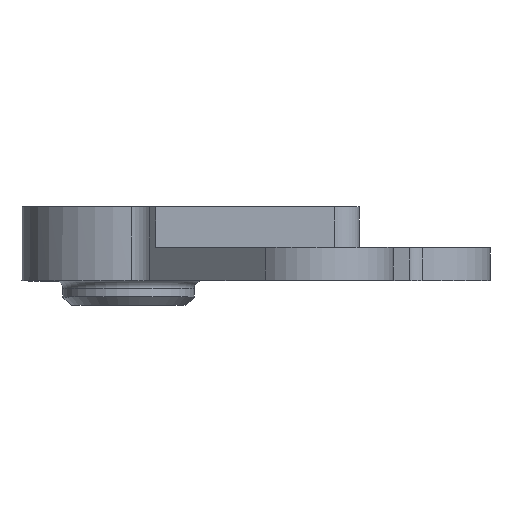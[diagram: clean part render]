
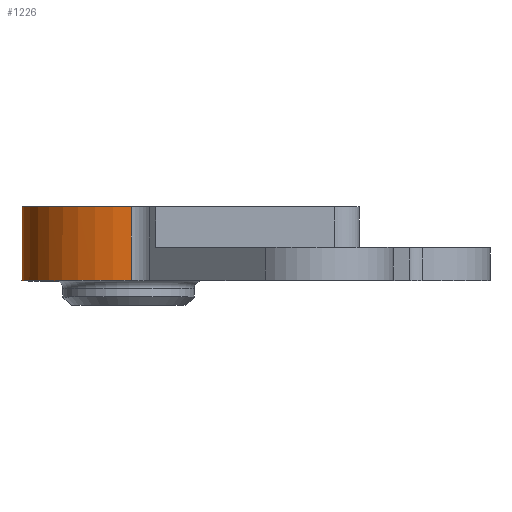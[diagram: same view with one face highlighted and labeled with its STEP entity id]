
A CAD part, top view. The second image highlights one B-rep face of the part: STEP entity #1226.
In plain terms, the highlighted cylindrical face has radius 13 mm (diameter 26 mm), a partial arc.
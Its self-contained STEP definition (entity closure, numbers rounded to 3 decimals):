
#148 = PLANE('',#149);
#149 = AXIS2_PLACEMENT_3D('',#150,#151,#152);
#150 = CARTESIAN_POINT('',(33.53,-9.,-8.98));
#151 = DIRECTION('',(0.,-1.,0.));
#152 = DIRECTION('',(0.,0.,-1.));
#283 = VERTEX_POINT('',#284);
#284 = CARTESIAN_POINT('',(0.321,-9.,12.996));
#299 = CYLINDRICAL_SURFACE('',#300,3.);
#300 = AXIS2_PLACEMENT_3D('',#301,#302,#303);
#301 = CARTESIAN_POINT('',(0.395,0.,
    15.995));
#302 = DIRECTION('',(0.,-1.,0.));
#303 = DIRECTION('',(-0.025,0.,
    -1.));
#311 = EDGE_CURVE('',#283,#312,#314,.T.);
#312 = VERTEX_POINT('',#313);
#313 = CARTESIAN_POINT('',(-12.866,-9.,-1.858));
#314 = SURFACE_CURVE('',#315,(#320,#327),.PCURVE_S1.);
#315 = CIRCLE('',#316,13.);
#316 = AXIS2_PLACEMENT_3D('',#317,#318,#319);
#317 = CARTESIAN_POINT('',(0.,-9.,0.));
#318 = DIRECTION('',(0.,-1.,0.));
#319 = DIRECTION('',(1.,0.,0.));
#320 = PCURVE('',#148,#321);
#321 = DEFINITIONAL_REPRESENTATION('',(#322),#326);
#322 = CIRCLE('',#323,13.);
#323 = AXIS2_PLACEMENT_2D('',#324,#325);
#324 = CARTESIAN_POINT('',(-8.98,-33.53));
#325 = DIRECTION('',(0.,1.));
#326 = ( GEOMETRIC_REPRESENTATION_CONTEXT(2) 
PARAMETRIC_REPRESENTATION_CONTEXT() REPRESENTATION_CONTEXT('2D SPACE',''
  ) );
#327 = PCURVE('',#328,#333);
#328 = CYLINDRICAL_SURFACE('',#329,13.);
#329 = AXIS2_PLACEMENT_3D('',#330,#331,#332);
#330 = CARTESIAN_POINT('',(0.,0.,0.));
#331 = DIRECTION('',(0.,1.,0.));
#332 = DIRECTION('',(1.,0.,0.));
#333 = DEFINITIONAL_REPRESENTATION('',(#334),#338);
#334 = LINE('',#335,#336);
#335 = CARTESIAN_POINT('',(-0.,-9.));
#336 = VECTOR('',#337,1.);
#337 = DIRECTION('',(-1.,0.));
#338 = ( GEOMETRIC_REPRESENTATION_CONTEXT(2) 
PARAMETRIC_REPRESENTATION_CONTEXT() REPRESENTATION_CONTEXT('2D SPACE',''
  ) );
#356 = PLANE('',#357);
#357 = AXIS2_PLACEMENT_3D('',#358,#359,#360);
#358 = CARTESIAN_POINT('',(-12.207,0.,
    -29.71));
#359 = DIRECTION('',(-1.,0.,
    -0.024));
#360 = DIRECTION('',(-0.024,0.,
    1.));
#998 = PLANE('',#999);
#999 = AXIS2_PLACEMENT_3D('',#1000,#1001,#1002);
#1000 = CARTESIAN_POINT('',(33.53,0.,
    -8.98));
#1001 = DIRECTION('',(0.,-1.,0.));
#1002 = DIRECTION('',(0.,0.,-1.));
#1131 = VERTEX_POINT('',#1132);
#1132 = CARTESIAN_POINT('',(0.321,0.,
    12.996));
#1156 = EDGE_CURVE('',#1131,#283,#1157,.T.);
#1157 = SURFACE_CURVE('',#1158,(#1162,#1169),.PCURVE_S1.);
#1158 = LINE('',#1159,#1160);
#1159 = CARTESIAN_POINT('',(0.321,0.,
    12.996));
#1160 = VECTOR('',#1161,1.);
#1161 = DIRECTION('',(0.,-1.,0.));
#1162 = PCURVE('',#299,#1163);
#1163 = DEFINITIONAL_REPRESENTATION('',(#1164),#1168);
#1164 = LINE('',#1165,#1166);
#1165 = CARTESIAN_POINT('',(0.,0.));
#1166 = VECTOR('',#1167,1.);
#1167 = DIRECTION('',(0.,1.));
#1168 = ( GEOMETRIC_REPRESENTATION_CONTEXT(2) 
PARAMETRIC_REPRESENTATION_CONTEXT() REPRESENTATION_CONTEXT('2D SPACE',''
  ) );
#1169 = PCURVE('',#328,#1170);
#1170 = DEFINITIONAL_REPRESENTATION('',(#1171),#1175);
#1171 = LINE('',#1172,#1173);
#1172 = CARTESIAN_POINT('',(-1.546,0.));
#1173 = VECTOR('',#1174,1.);
#1174 = DIRECTION('',(-0.,-1.));
#1175 = ( GEOMETRIC_REPRESENTATION_CONTEXT(2) 
PARAMETRIC_REPRESENTATION_CONTEXT() REPRESENTATION_CONTEXT('2D SPACE',''
  ) );
#1226 = ADVANCED_FACE('',(#1227),#328,.T.);
#1227 = FACE_BOUND('',#1228,.F.);
#1228 = EDGE_LOOP('',(#1229,#1253,#1254,#1255,#1278,#1311));
#1229 = ORIENTED_EDGE('',*,*,#1230,.F.);
#1230 = EDGE_CURVE('',#1131,#1231,#1233,.T.);
#1231 = VERTEX_POINT('',#1232);
#1232 = CARTESIAN_POINT('',(-12.886,0.,
    -1.715));
#1233 = SURFACE_CURVE('',#1234,(#1239,#1246),.PCURVE_S1.);
#1234 = CIRCLE('',#1235,13.);
#1235 = AXIS2_PLACEMENT_3D('',#1236,#1237,#1238);
#1236 = CARTESIAN_POINT('',(0.,0.,0.));
#1237 = DIRECTION('',(0.,-1.,0.));
#1238 = DIRECTION('',(1.,0.,0.));
#1239 = PCURVE('',#328,#1240);
#1240 = DEFINITIONAL_REPRESENTATION('',(#1241),#1245);
#1241 = LINE('',#1242,#1243);
#1242 = CARTESIAN_POINT('',(-0.,0.));
#1243 = VECTOR('',#1244,1.);
#1244 = DIRECTION('',(-1.,0.));
#1245 = ( GEOMETRIC_REPRESENTATION_CONTEXT(2) 
PARAMETRIC_REPRESENTATION_CONTEXT() REPRESENTATION_CONTEXT('2D SPACE',''
  ) );
#1246 = PCURVE('',#998,#1247);
#1247 = DEFINITIONAL_REPRESENTATION('',(#1248),#1252);
#1248 = CIRCLE('',#1249,13.);
#1249 = AXIS2_PLACEMENT_2D('',#1250,#1251);
#1250 = CARTESIAN_POINT('',(-8.98,-33.53));
#1251 = DIRECTION('',(0.,1.));
#1252 = ( GEOMETRIC_REPRESENTATION_CONTEXT(2) 
PARAMETRIC_REPRESENTATION_CONTEXT() REPRESENTATION_CONTEXT('2D SPACE',''
  ) );
#1253 = ORIENTED_EDGE('',*,*,#1156,.T.);
#1254 = ORIENTED_EDGE('',*,*,#311,.T.);
#1255 = ORIENTED_EDGE('',*,*,#1256,.F.);
#1256 = EDGE_CURVE('',#1257,#312,#1259,.T.);
#1257 = VERTEX_POINT('',#1258);
#1258 = CARTESIAN_POINT('',(-12.866,-3.,-1.858));
#1259 = SURFACE_CURVE('',#1260,(#1264,#1271),.PCURVE_S1.);
#1260 = LINE('',#1261,#1262);
#1261 = CARTESIAN_POINT('',(-12.866,0.,
    -1.858));
#1262 = VECTOR('',#1263,1.);
#1263 = DIRECTION('',(0.,-1.,0.));
#1264 = PCURVE('',#328,#1265);
#1265 = DEFINITIONAL_REPRESENTATION('',(#1266),#1270);
#1266 = LINE('',#1267,#1268);
#1267 = CARTESIAN_POINT('',(-3.285,0.));
#1268 = VECTOR('',#1269,1.);
#1269 = DIRECTION('',(-0.,-1.));
#1270 = ( GEOMETRIC_REPRESENTATION_CONTEXT(2) 
PARAMETRIC_REPRESENTATION_CONTEXT() REPRESENTATION_CONTEXT('2D SPACE',''
  ) );
#1271 = PCURVE('',#356,#1272);
#1272 = DEFINITIONAL_REPRESENTATION('',(#1273),#1277);
#1273 = LINE('',#1274,#1275);
#1274 = CARTESIAN_POINT('',(27.859,0.));
#1275 = VECTOR('',#1276,1.);
#1276 = DIRECTION('',(0.,-1.));
#1277 = ( GEOMETRIC_REPRESENTATION_CONTEXT(2) 
PARAMETRIC_REPRESENTATION_CONTEXT() REPRESENTATION_CONTEXT('2D SPACE',''
  ) );
#1278 = ORIENTED_EDGE('',*,*,#1279,.T.);
#1279 = EDGE_CURVE('',#1257,#1280,#1282,.T.);
#1280 = VERTEX_POINT('',#1281);
#1281 = CARTESIAN_POINT('',(-12.886,-3.,-1.715));
#1282 = SURFACE_CURVE('',#1283,(#1288,#1295),.PCURVE_S1.);
#1283 = CIRCLE('',#1284,13.);
#1284 = AXIS2_PLACEMENT_3D('',#1285,#1286,#1287);
#1285 = CARTESIAN_POINT('',(0.,-3.,0.)
  );
#1286 = DIRECTION('',(0.,1.,0.));
#1287 = DIRECTION('',(1.,0.,0.));
#1288 = PCURVE('',#328,#1289);
#1289 = DEFINITIONAL_REPRESENTATION('',(#1290),#1294);
#1290 = LINE('',#1291,#1292);
#1291 = CARTESIAN_POINT('',(-6.283,-3.));
#1292 = VECTOR('',#1293,1.);
#1293 = DIRECTION('',(1.,-0.));
#1294 = ( GEOMETRIC_REPRESENTATION_CONTEXT(2) 
PARAMETRIC_REPRESENTATION_CONTEXT() REPRESENTATION_CONTEXT('2D SPACE',''
  ) );
#1295 = PCURVE('',#1296,#1301);
#1296 = PLANE('',#1297);
#1297 = AXIS2_PLACEMENT_3D('',#1298,#1299,#1300);
#1298 = CARTESIAN_POINT('',(-9.223,-3.,5.018));
#1299 = DIRECTION('',(0.,-1.,0.));
#1300 = DIRECTION('',(0.,0.,-1.));
#1301 = DEFINITIONAL_REPRESENTATION('',(#1302),#1310);
#1302 = ( BOUNDED_CURVE() B_SPLINE_CURVE(2,(#1303,#1304,#1305,#1306,
#1307,#1308,#1309),.UNSPECIFIED.,.F.,.F.) B_SPLINE_CURVE_WITH_KNOTS((1,2
    ,2,2,2,1),(-2.094,0.,2.094,4.189,
6.283,8.378),.UNSPECIFIED.) CURVE() 
GEOMETRIC_REPRESENTATION_ITEM() RATIONAL_B_SPLINE_CURVE((1.,0.5,1.,0.5,
1.,0.5,1.)) REPRESENTATION_ITEM('') );
#1303 = CARTESIAN_POINT('',(5.018,22.223));
#1304 = CARTESIAN_POINT('',(27.535,22.223));
#1305 = CARTESIAN_POINT('',(16.276,2.723));
#1306 = CARTESIAN_POINT('',(5.018,-16.777));
#1307 = CARTESIAN_POINT('',(-6.24,2.723));
#1308 = CARTESIAN_POINT('',(-17.499,22.223));
#1309 = CARTESIAN_POINT('',(5.018,22.223));
#1310 = ( GEOMETRIC_REPRESENTATION_CONTEXT(2) 
PARAMETRIC_REPRESENTATION_CONTEXT() REPRESENTATION_CONTEXT('2D SPACE',''
  ) );
#1311 = ORIENTED_EDGE('',*,*,#1312,.T.);
#1312 = EDGE_CURVE('',#1280,#1231,#1313,.T.);
#1313 = SURFACE_CURVE('',#1314,(#1318,#1324),.PCURVE_S1.);
#1314 = LINE('',#1315,#1316);
#1315 = CARTESIAN_POINT('',(-12.886,0.,
    -1.715));
#1316 = VECTOR('',#1317,1.);
#1317 = DIRECTION('',(0.,1.,0.));
#1318 = PCURVE('',#328,#1319);
#1319 = DEFINITIONAL_REPRESENTATION('',(#1320),#1323);
#1320 = B_SPLINE_CURVE_WITH_KNOTS('',1,(#1321,#1322),.UNSPECIFIED.,.F.,
  .F.,(2,2),(-3.3,0.),.PIECEWISE_BEZIER_KNOTS.);
#1321 = CARTESIAN_POINT('',(-3.274,-3.3));
#1322 = CARTESIAN_POINT('',(-3.274,0.));
#1323 = ( GEOMETRIC_REPRESENTATION_CONTEXT(2) 
PARAMETRIC_REPRESENTATION_CONTEXT() REPRESENTATION_CONTEXT('2D SPACE',''
  ) );
#1324 = PCURVE('',#1325,#1330);
#1325 = PLANE('',#1326);
#1326 = AXIS2_PLACEMENT_3D('',#1327,#1328,#1329);
#1327 = CARTESIAN_POINT('',(-9.223,0.,
    5.018));
#1328 = DIRECTION('',(0.878,0.,-0.478
    ));
#1329 = DIRECTION('',(-0.478,0.,
    -0.878));
#1330 = DEFINITIONAL_REPRESENTATION('',(#1331),#1334);
#1331 = B_SPLINE_CURVE_WITH_KNOTS('',1,(#1332,#1333),.UNSPECIFIED.,.F.,
  .F.,(2,2),(-3.3,0.),.PIECEWISE_BEZIER_KNOTS.);
#1332 = CARTESIAN_POINT('',(7.665,-3.3));
#1333 = CARTESIAN_POINT('',(7.665,0.));
#1334 = ( GEOMETRIC_REPRESENTATION_CONTEXT(2) 
PARAMETRIC_REPRESENTATION_CONTEXT() REPRESENTATION_CONTEXT('2D SPACE',''
  ) );
